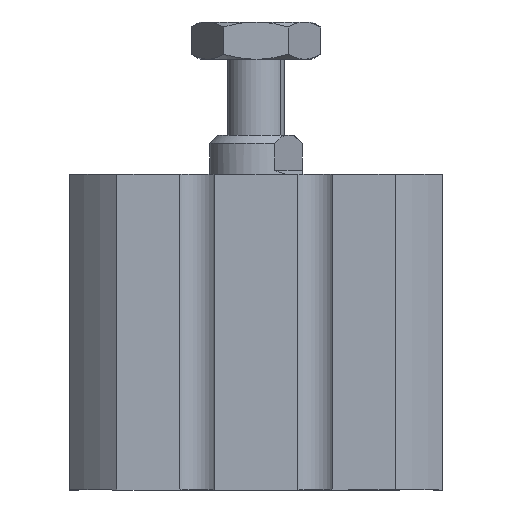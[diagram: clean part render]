
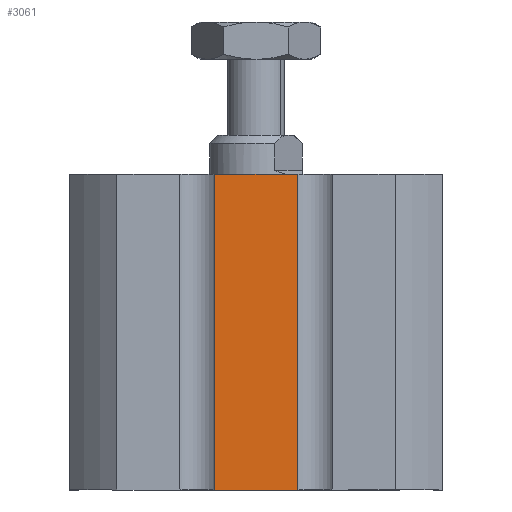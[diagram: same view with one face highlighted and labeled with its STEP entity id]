
A CAD part, front view. The second image highlights one B-rep face of the part: STEP entity #3061.
In plain terms, the highlighted planar face has unit normal (0, -1, 0).
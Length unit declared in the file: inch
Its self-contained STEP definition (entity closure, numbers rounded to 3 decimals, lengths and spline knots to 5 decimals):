
#626 = CARTESIAN_POINT ( 'NONE',  ( 0.1378, -0.625, 2.29777 ) ) ;
#808 = DIRECTION ( 'NONE',  ( 0., 1., 0. ) ) ;
#901 = EDGE_CURVE ( 'NONE', #9185, #3354, #1562, .T. ) ;
#1562 = LINE ( 'NONE', #626, #4009 ) ;
#1664 = DIRECTION ( 'NONE',  ( 0., 0., -1. ) ) ;
#1672 = VERTEX_POINT ( 'NONE', #3539 ) ;
#2341 = FACE_OUTER_BOUND ( 'NONE', #6546, .T. ) ;
#2461 = CARTESIAN_POINT ( 'NONE',  ( 0., -0.625, -0.53 ) ) ;
#2464 = VECTOR ( 'NONE', #8379, 39.37008 ) ;
#2514 = CARTESIAN_POINT ( 'NONE',  ( -0.1378, -0.625, 2.29777 ) ) ;
#2564 = DIRECTION ( 'NONE',  ( 0., 0., 1. ) ) ;
#2667 = CARTESIAN_POINT ( 'NONE',  ( 0.1378, -0.625, 0.53 ) ) ;
#3061 = ADVANCED_FACE ( 'NONE', ( #2341 ), #7555, .F. ) ;
#3354 = VERTEX_POINT ( 'NONE', #3940 ) ;
#3539 = CARTESIAN_POINT ( 'NONE',  ( -0.1378, -0.625, -0.53 ) ) ;
#3657 = LINE ( 'NONE', #7910, #10161 ) ;
#3764 = ORIENTED_EDGE ( 'NONE', *, *, #901, .F. ) ;
#3940 = CARTESIAN_POINT ( 'NONE',  ( 0.1378, -0.625, -0.53 ) ) ;
#4009 = VECTOR ( 'NONE', #1664, 39.37008 ) ;
#4153 = CARTESIAN_POINT ( 'NONE',  ( -0.625, -0.625, 2.29777 ) ) ;
#4272 = ORIENTED_EDGE ( 'NONE', *, *, #7450, .T. ) ;
#4544 = AXIS2_PLACEMENT_3D ( 'NONE', #4153, #808, #2564 ) ;
#5383 = VECTOR ( 'NONE', #10171, 39.37008 ) ;
#5940 = VERTEX_POINT ( 'NONE', #6474 ) ;
#6085 = LINE ( 'NONE', #2514, #5383 ) ;
#6312 = ORIENTED_EDGE ( 'NONE', *, *, #9954, .F. ) ;
#6474 = CARTESIAN_POINT ( 'NONE',  ( -0.1378, -0.625, 0.53 ) ) ;
#6546 = EDGE_LOOP ( 'NONE', ( #3764, #6312, #8046, #4272 ) ) ;
#6690 = LINE ( 'NONE', #2461, #2464 ) ;
#7450 = EDGE_CURVE ( 'NONE', #1672, #3354, #6690, .T. ) ;
#7555 = PLANE ( 'NONE',  #4544 ) ;
#7910 = CARTESIAN_POINT ( 'NONE',  ( -0.625, -0.625, 0.53 ) ) ;
#8046 = ORIENTED_EDGE ( 'NONE', *, *, #9024, .F. ) ;
#8379 = DIRECTION ( 'NONE',  ( 1., 0., 0. ) ) ;
#8855 = DIRECTION ( 'NONE',  ( 1., 0., 0. ) ) ;
#9024 = EDGE_CURVE ( 'NONE', #1672, #5940, #6085, .T. ) ;
#9185 = VERTEX_POINT ( 'NONE', #2667 ) ;
#9954 = EDGE_CURVE ( 'NONE', #5940, #9185, #3657, .T. ) ;
#10161 = VECTOR ( 'NONE', #8855, 39.37008 ) ;
#10171 = DIRECTION ( 'NONE',  ( 0., 0., 1. ) ) ;
